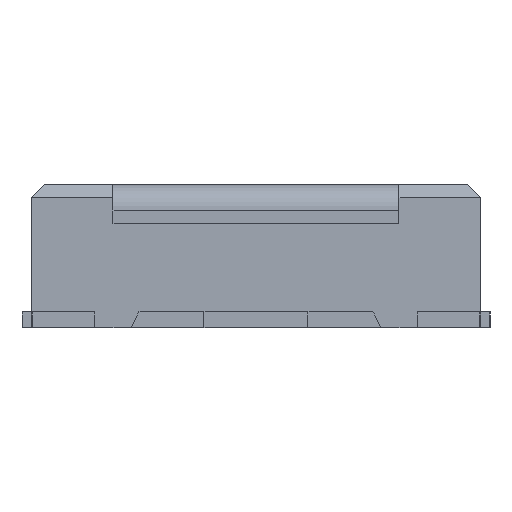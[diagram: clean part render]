
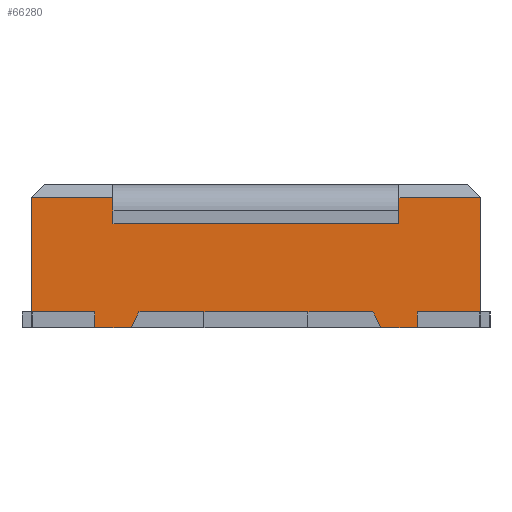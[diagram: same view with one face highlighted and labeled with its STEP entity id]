
A CAD part, left-side view. The second image highlights one B-rep face of the part: STEP entity #66280.
In plain terms, the highlighted planar face has unit normal (-1, 0, 0).
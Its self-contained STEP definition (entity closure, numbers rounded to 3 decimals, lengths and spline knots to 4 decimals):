
#3803=DIRECTION('',(0.,0.,-1.));
#3804=VECTOR('',#3803,0.44);
#3805=CARTESIAN_POINT('',(-6.705,-0.865,0.5));
#3806=LINE('',#3805,#3804);
#3807=DIRECTION('',(0.,1.,0.));
#3808=VECTOR('',#3807,0.245);
#3809=CARTESIAN_POINT('',(-6.705,-0.865,0.06));
#3810=LINE('',#3809,#3808);
#3811=DIRECTION('',(0.,0.447,0.894));
#3812=VECTOR('',#3811,0.0671);
#3813=CARTESIAN_POINT('',(-6.705,-0.48,0.));
#3814=LINE('',#3813,#3812);
#3815=DIRECTION('',(0.,1.,0.));
#3816=VECTOR('',#3815,0.25);
#3817=CARTESIAN_POINT('',(-6.705,-0.45,0.06));
#3818=LINE('',#3817,#3816);
#3819=DIRECTION('',(0.,1.,0.));
#3820=VECTOR('',#3819,0.25);
#3821=CARTESIAN_POINT('',(-6.705,0.2,0.06));
#3822=LINE('',#3821,#3820);
#3823=DIRECTION('',(0.,0.447,-0.894));
#3824=VECTOR('',#3823,0.0671);
#3825=CARTESIAN_POINT('',(-6.705,0.45,0.06));
#3826=LINE('',#3825,#3824);
#3827=DIRECTION('',(0.,0.,1.));
#3828=VECTOR('',#3827,0.06);
#3829=CARTESIAN_POINT('',(-6.705,0.62,0.));
#3830=LINE('',#3829,#3828);
#3831=DIRECTION('',(0.,0.,1.));
#3832=VECTOR('',#3831,0.44);
#3833=CARTESIAN_POINT('',(-6.705,0.865,0.06));
#3834=LINE('',#3833,#3832);
#3835=DIRECTION('',(0.,-1.,0.));
#3836=VECTOR('',#3835,0.315);
#3837=CARTESIAN_POINT('',(-6.705,0.865,0.5));
#3838=LINE('',#3837,#3836);
#3839=DIRECTION('',(0.,0.,-1.));
#3840=VECTOR('',#3839,0.1);
#3841=CARTESIAN_POINT('',(-6.705,0.55,0.5));
#3842=LINE('',#3841,#3840);
#3843=DIRECTION('',(0.,-1.,0.));
#3844=VECTOR('',#3843,1.1);
#3845=CARTESIAN_POINT('',(-6.705,0.55,0.4));
#3846=LINE('',#3845,#3844);
#3847=DIRECTION('',(0.,0.,1.));
#3848=VECTOR('',#3847,0.1);
#3849=CARTESIAN_POINT('',(-6.705,-0.55,0.4));
#3850=LINE('',#3849,#3848);
#3851=DIRECTION('',(0.,-1.,0.));
#3852=VECTOR('',#3851,0.315);
#3853=CARTESIAN_POINT('',(-6.705,-0.55,0.5));
#3854=LINE('',#3853,#3852);
#4223=DIRECTION('',(0.,-1.,0.));
#4224=VECTOR('',#4223,0.14);
#4225=CARTESIAN_POINT('',(-6.705,0.62,0.));
#4226=LINE('',#4225,#4224);
#4227=DIRECTION('',(0.,-1.,0.));
#4228=VECTOR('',#4227,0.14);
#4229=CARTESIAN_POINT('',(-6.705,-0.48,0.));
#4230=LINE('',#4229,#4228);
#8958=DIRECTION('',(0.,-1.,0.));
#8959=VECTOR('',#8958,0.245);
#8960=CARTESIAN_POINT('',(-6.705,0.865,0.06));
#8961=LINE('',#8960,#8959);
#9028=DIRECTION('',(0.,-1.,0.));
#9029=VECTOR('',#9028,0.4);
#9030=CARTESIAN_POINT('',(-6.705,0.2,0.06));
#9031=LINE('',#9030,#9029);
#9077=DIRECTION('',(0.,0.,1.));
#9078=VECTOR('',#9077,0.06);
#9079=CARTESIAN_POINT('',(-6.705,-0.62,0.));
#9080=LINE('',#9079,#9078);
#47923=CARTESIAN_POINT('',(-6.705,-0.865,0.06));
#47924=VERTEX_POINT('',#47923);
#47925=CARTESIAN_POINT('',(-6.705,-0.865,0.5));
#47926=VERTEX_POINT('',#47925);
#47975=CARTESIAN_POINT('',(-6.705,0.865,0.06));
#47976=CARTESIAN_POINT('',(-6.705,0.865,0.5));
#47977=VERTEX_POINT('',#47975);
#47978=VERTEX_POINT('',#47976);
#48459=CARTESIAN_POINT('',(-6.705,-0.62,0.06));
#48460=VERTEX_POINT('',#48459);
#48461=CARTESIAN_POINT('',(-6.705,-0.62,0.));
#48462=VERTEX_POINT('',#48461);
#48463=CARTESIAN_POINT('',(-6.705,-0.48,0.));
#48464=VERTEX_POINT('',#48463);
#48465=CARTESIAN_POINT('',(-6.705,-0.45,0.06));
#48466=VERTEX_POINT('',#48465);
#48467=CARTESIAN_POINT('',(-6.705,-0.2,0.06));
#48468=VERTEX_POINT('',#48467);
#48469=CARTESIAN_POINT('',(-6.705,0.2,0.06));
#48470=VERTEX_POINT('',#48469);
#48471=CARTESIAN_POINT('',(-6.705,0.45,0.06));
#48472=VERTEX_POINT('',#48471);
#48473=CARTESIAN_POINT('',(-6.705,0.48,0.));
#48474=VERTEX_POINT('',#48473);
#48475=CARTESIAN_POINT('',(-6.705,0.62,0.));
#48476=VERTEX_POINT('',#48475);
#48477=CARTESIAN_POINT('',(-6.705,0.62,0.06));
#48478=VERTEX_POINT('',#48477);
#48479=CARTESIAN_POINT('',(-6.705,0.55,0.5));
#48480=VERTEX_POINT('',#48479);
#48481=CARTESIAN_POINT('',(-6.705,0.55,0.4));
#48482=VERTEX_POINT('',#48481);
#48483=CARTESIAN_POINT('',(-6.705,-0.55,0.4));
#48484=VERTEX_POINT('',#48483);
#48485=CARTESIAN_POINT('',(-6.705,-0.55,0.5));
#48486=VERTEX_POINT('',#48485);
#66239=CARTESIAN_POINT('',(-6.705,0.,0.));
#66240=DIRECTION('',(-1.,0.,0.));
#66241=DIRECTION('',(0.,-1.,0.));
#66242=AXIS2_PLACEMENT_3D('',#66239,#66240,#66241);
#66243=PLANE('',#66242);
#66244=ORIENTED_EDGE('',*,*,#65681,.T.);
#66246=ORIENTED_EDGE('',*,*,#66245,.T.);
#66248=ORIENTED_EDGE('',*,*,#66247,.F.);
#66250=ORIENTED_EDGE('',*,*,#66249,.F.);
#66252=ORIENTED_EDGE('',*,*,#66251,.T.);
#66254=ORIENTED_EDGE('',*,*,#66253,.T.);
#66256=ORIENTED_EDGE('',*,*,#66255,.F.);
#66258=ORIENTED_EDGE('',*,*,#66257,.T.);
#66260=ORIENTED_EDGE('',*,*,#66259,.T.);
#66262=ORIENTED_EDGE('',*,*,#66261,.F.);
#66264=ORIENTED_EDGE('',*,*,#66263,.T.);
#66266=ORIENTED_EDGE('',*,*,#66265,.F.);
#66267=ORIENTED_EDGE('',*,*,#65750,.T.);
#66269=ORIENTED_EDGE('',*,*,#66268,.T.);
#66271=ORIENTED_EDGE('',*,*,#66270,.T.);
#66273=ORIENTED_EDGE('',*,*,#66272,.T.);
#66275=ORIENTED_EDGE('',*,*,#66274,.T.);
#66277=ORIENTED_EDGE('',*,*,#66276,.T.);
#66278=EDGE_LOOP('',(#66244,#66246,#66248,#66250,#66252,#66254,#66256,#66258,
#66260,#66262,#66264,#66266,#66267,#66269,#66271,#66273,#66275,#66277));
#66279=FACE_OUTER_BOUND('',#66278,.F.);
#65681=EDGE_CURVE('',#47926,#47924,#3806,.T.);
#65750=EDGE_CURVE('',#47977,#47978,#3834,.T.);
#66245=EDGE_CURVE('',#47924,#48460,#3810,.T.);
#66247=EDGE_CURVE('',#48462,#48460,#9080,.T.);
#66249=EDGE_CURVE('',#48464,#48462,#4230,.T.);
#66251=EDGE_CURVE('',#48464,#48466,#3814,.T.);
#66253=EDGE_CURVE('',#48466,#48468,#3818,.T.);
#66255=EDGE_CURVE('',#48470,#48468,#9031,.T.);
#66257=EDGE_CURVE('',#48470,#48472,#3822,.T.);
#66259=EDGE_CURVE('',#48472,#48474,#3826,.T.);
#66261=EDGE_CURVE('',#48476,#48474,#4226,.T.);
#66263=EDGE_CURVE('',#48476,#48478,#3830,.T.);
#66265=EDGE_CURVE('',#47977,#48478,#8961,.T.);
#66268=EDGE_CURVE('',#47978,#48480,#3838,.T.);
#66270=EDGE_CURVE('',#48480,#48482,#3842,.T.);
#66272=EDGE_CURVE('',#48482,#48484,#3846,.T.);
#66274=EDGE_CURVE('',#48484,#48486,#3850,.T.);
#66276=EDGE_CURVE('',#48486,#47926,#3854,.T.);
#66280=ADVANCED_FACE('',(#66279),#66243,.T.);
